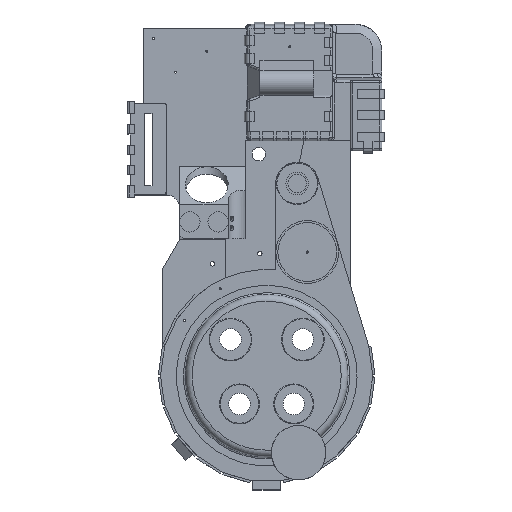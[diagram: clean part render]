
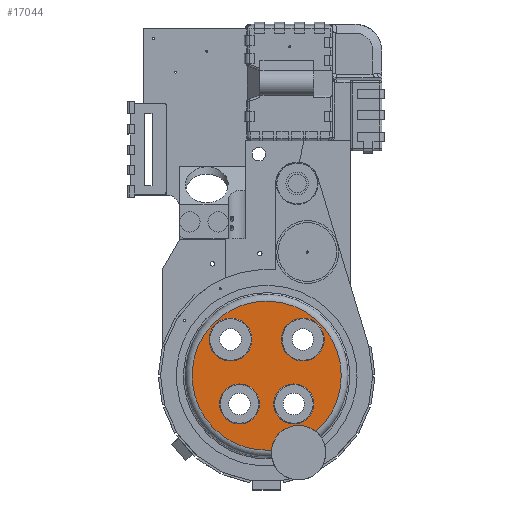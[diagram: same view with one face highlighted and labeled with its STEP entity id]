
A CAD part, top view. The second image highlights one B-rep face of the part: STEP entity #17044.
In plain terms, the highlighted planar face has unit normal (0, 0, 1).
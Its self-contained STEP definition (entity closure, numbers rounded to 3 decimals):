
#535=FACE_BOUND('',#3161,.T.);
#536=FACE_BOUND('',#3162,.T.);
#537=FACE_BOUND('',#3163,.T.);
#538=FACE_BOUND('',#3164,.T.);
#1305=CIRCLE('',#17958,28.15);
#1306=CIRCLE('',#17960,28.15);
#1307=CIRCLE('',#17962,30.15);
#1308=CIRCLE('',#17964,30.15);
#1318=CIRCLE('',#18051,38.1);
#1319=CIRCLE('',#18052,104.8);
#2187=FACE_OUTER_BOUND('',#3160,.T.);
#3160=EDGE_LOOP('',(#15406,#15407));
#3161=EDGE_LOOP('',(#15408));
#3162=EDGE_LOOP('',(#15409));
#3163=EDGE_LOOP('',(#15410));
#3164=EDGE_LOOP('',(#15411));
#8065=VERTEX_POINT('',#35546);
#8066=VERTEX_POINT('',#35550);
#8067=VERTEX_POINT('',#35554);
#8068=VERTEX_POINT('',#35558);
#8133=VERTEX_POINT('',#36157);
#8134=VERTEX_POINT('',#36158);
#10458=EDGE_CURVE('',#8065,#8065,#1305,.T.);
#10460=EDGE_CURVE('',#8066,#8066,#1306,.T.);
#10462=EDGE_CURVE('',#8067,#8067,#1307,.T.);
#10464=EDGE_CURVE('',#8068,#8068,#1308,.T.);
#10598=EDGE_CURVE('',#8133,#8134,#1318,.T.);
#10599=EDGE_CURVE('',#8133,#8134,#1319,.T.);
#15406=ORIENTED_EDGE('',*,*,#10598,.T.);
#15407=ORIENTED_EDGE('',*,*,#10599,.F.);
#15408=ORIENTED_EDGE('',*,*,#10464,.T.);
#15409=ORIENTED_EDGE('',*,*,#10462,.T.);
#15410=ORIENTED_EDGE('',*,*,#10460,.T.);
#15411=ORIENTED_EDGE('',*,*,#10458,.T.);
#16176=PLANE('',#18050);
#17044=ADVANCED_FACE('',(#2187,#535,#536,#537,#538),#16176,.T.);
#17958=AXIS2_PLACEMENT_3D('',#35548,#21325,#21326);
#17960=AXIS2_PLACEMENT_3D('',#35552,#21330,#21331);
#17962=AXIS2_PLACEMENT_3D('',#35556,#21335,#21336);
#17964=AXIS2_PLACEMENT_3D('',#35560,#21340,#21341);
#18050=AXIS2_PLACEMENT_3D('',#36156,#21618,#21619);
#18051=AXIS2_PLACEMENT_3D('',#36159,#21620,#21621);
#18052=AXIS2_PLACEMENT_3D('',#36160,#21622,#21623);
#21325=DIRECTION('center_axis',(0.,0.,-1.));
#21326=DIRECTION('ref_axis',(-1.,0.,0.));
#21330=DIRECTION('center_axis',(0.,0.,-1.));
#21331=DIRECTION('ref_axis',(-1.,0.,0.));
#21335=DIRECTION('center_axis',(0.,0.,-1.));
#21336=DIRECTION('ref_axis',(-1.,0.,0.));
#21340=DIRECTION('center_axis',(0.,0.,-1.));
#21341=DIRECTION('ref_axis',(-1.,0.,0.));
#21618=DIRECTION('center_axis',(0.,0.,1.));
#21619=DIRECTION('ref_axis',(1.,0.,0.));
#21620=DIRECTION('center_axis',(0.,0.,-1.));
#21621=DIRECTION('ref_axis',(-1.,0.,0.));
#21622=DIRECTION('center_axis',(0.,0.,
-1.));
#21623=DIRECTION('ref_axis',(1.,0.,0.));
#35546=CARTESIAN_POINT('',(66.25,-39.7,120.6));
#35548=CARTESIAN_POINT('Origin',(38.1,-39.7,120.6));
#35550=CARTESIAN_POINT('',(-9.95,-39.7,120.6));
#35552=CARTESIAN_POINT('Origin',(-38.1,-39.7,120.6));
#35554=CARTESIAN_POINT('',(80.95,50.8,120.6));
#35556=CARTESIAN_POINT('Origin',(50.8,50.8,120.6));
#35558=CARTESIAN_POINT('',(-20.65,50.8,120.6));
#35560=CARTESIAN_POINT('Origin',(-50.8,50.8,120.6));
#36156=CARTESIAN_POINT('Origin',(0.,0.,120.6));
#36157=CARTESIAN_POINT('',(6.848,-104.576,120.6));
#36158=CARTESIAN_POINT('',(69.074,-78.815,120.6));
#36159=CARTESIAN_POINT('Origin',(44.778,-108.164,120.6));
#36160=CARTESIAN_POINT('Origin',(0.,0.,
120.6));
